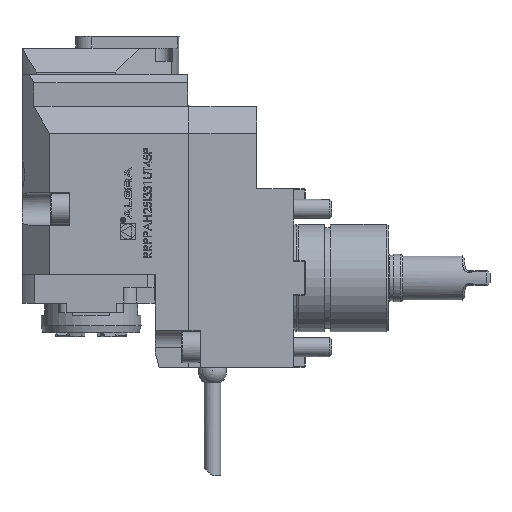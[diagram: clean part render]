
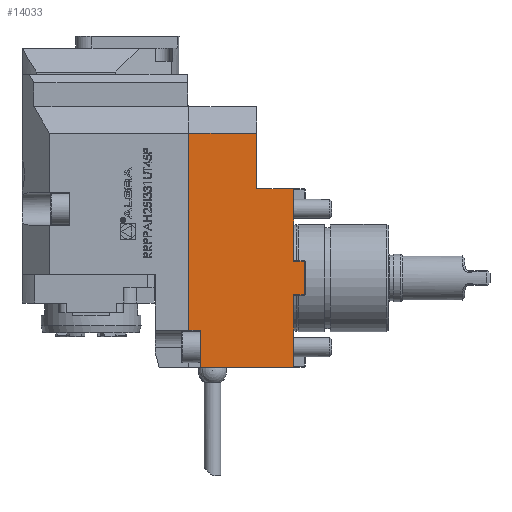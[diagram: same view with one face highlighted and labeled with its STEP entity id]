
A CAD part, left-side view. The second image highlights one B-rep face of the part: STEP entity #14033.
In plain terms, the highlighted planar face has unit normal (-1, 0, 0).
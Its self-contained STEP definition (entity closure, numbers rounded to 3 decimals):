
#585 = EDGE_CURVE ( 'NONE', #1311, #34276, #23364, .T. ) ;
#780 = EDGE_CURVE ( 'NONE', #1311, #7603, #11200, .T. ) ;
#931 = ORIENTED_EDGE ( 'NONE', *, *, #1290, .T. ) ;
#1290 = EDGE_CURVE ( 'NONE', #31791, #13440, #15802, .T. ) ;
#1311 = VERTEX_POINT ( 'NONE', #17395 ) ;
#1511 = VERTEX_POINT ( 'NONE', #32156 ) ;
#1526 = DIRECTION ( 'NONE',  ( 0., 0., -1. ) ) ;
#1622 = LINE ( 'NONE', #12636, #17460 ) ;
#1979 = VECTOR ( 'NONE', #31304, 1000. ) ;
#1986 = DIRECTION ( 'NONE',  ( 0., 1., 0. ) ) ;
#2135 = LINE ( 'NONE', #12627, #35653 ) ;
#2220 = CARTESIAN_POINT ( 'NONE',  ( -37.5, -5., -37.5 ) ) ;
#2365 = VECTOR ( 'NONE', #21058, 1000. ) ;
#2404 = ORIENTED_EDGE ( 'NONE', *, *, #22298, .T. ) ;
#2589 = CARTESIAN_POINT ( 'NONE',  ( -37.5, -44., 72. ) ) ;
#3037 = ORIENTED_EDGE ( 'NONE', *, *, #12865, .T. ) ;
#3232 = CARTESIAN_POINT ( 'NONE',  ( -37.5, 285.671, -37.5 ) ) ;
#4214 = CARTESIAN_POINT ( 'NONE',  ( -37.5, -42., -7. ) ) ;
#4581 = VERTEX_POINT ( 'NONE', #8486 ) ;
#4691 = AXIS2_PLACEMENT_3D ( 'NONE', #19558, #22651, #25518 ) ;
#6193 = CARTESIAN_POINT ( 'NONE',  ( -37.5, -44., 7. ) ) ;
#6404 = ORIENTED_EDGE ( 'NONE', *, *, #11980, .F. ) ;
#6905 = DIRECTION ( 'NONE',  ( 0., -1., 0. ) ) ;
#7603 = VERTEX_POINT ( 'NONE', #28711 ) ;
#8115 = VECTOR ( 'NONE', #1986, 1000. ) ;
#8366 = CARTESIAN_POINT ( 'NONE',  ( -37.5, -28.5, 60.742 ) ) ;
#8405 = EDGE_LOOP ( 'NONE', ( #25341, #26498, #14295, #8624, #35496, #3037, #931, #6404, #31082, #13192, #9246, #2404 ) ) ;
#8486 = CARTESIAN_POINT ( 'NONE',  ( -37.5, 0., -22. ) ) ;
#8624 = ORIENTED_EDGE ( 'NONE', *, *, #780, .F. ) ;
#8864 = FACE_OUTER_BOUND ( 'NONE', #8405, .T. ) ;
#9185 = DIRECTION ( 'NONE',  ( 0., 0., -1. ) ) ;
#9246 = ORIENTED_EDGE ( 'NONE', *, *, #14976, .F. ) ;
#9534 = LINE ( 'NONE', #3232, #1979 ) ;
#9717 = DIRECTION ( 'NONE',  ( 0., 0., 1. ) ) ;
#10301 = EDGE_CURVE ( 'NONE', #18871, #25040, #2135, .T. ) ;
#11086 = DIRECTION ( 'NONE',  ( 0., 0., -1. ) ) ;
#11200 = LINE ( 'NONE', #34081, #19693 ) ;
#11980 = EDGE_CURVE ( 'NONE', #25040, #13440, #24485, .T. ) ;
#12072 = VERTEX_POINT ( 'NONE', #23557 ) ;
#12627 = CARTESIAN_POINT ( 'NONE',  ( -37.5, 285.671, 37.5 ) ) ;
#12636 = CARTESIAN_POINT ( 'NONE',  ( -37.5, 0., 60.742 ) ) ;
#12865 = EDGE_CURVE ( 'NONE', #34276, #31791, #33787, .T. ) ;
#13162 = VERTEX_POINT ( 'NONE', #2220 ) ;
#13192 = ORIENTED_EDGE ( 'NONE', *, *, #27068, .T. ) ;
#13440 = VERTEX_POINT ( 'NONE', #6193 ) ;
#14033 = ADVANCED_FACE ( 'Defeature completata1_465', ( #8864 ), #30619, .T. ) ;
#14295 = ORIENTED_EDGE ( 'NONE', *, *, #33354, .T. ) ;
#14704 = DIRECTION ( 'NONE',  ( 0., 0., 1. ) ) ;
#14767 = CARTESIAN_POINT ( 'NONE',  ( -37.5, -44., 37.5 ) ) ;
#14779 = LINE ( 'NONE', #33688, #26978 ) ;
#14926 = VECTOR ( 'NONE', #11086, 1000. ) ;
#14928 = LINE ( 'NONE', #26318, #15359 ) ;
#14976 = EDGE_CURVE ( 'NONE', #1511, #29509, #1622, .T. ) ;
#15235 = EDGE_CURVE ( 'NONE', #13162, #12072, #24015, .T. ) ;
#15359 = VECTOR ( 'NONE', #1526, 1000. ) ;
#15743 = LINE ( 'NONE', #26763, #8115 ) ;
#15802 = LINE ( 'NONE', #26822, #2365 ) ;
#17395 = CARTESIAN_POINT ( 'NONE',  ( -37.5, -44., -7. ) ) ;
#17460 = VECTOR ( 'NONE', #23883, 1000. ) ;
#18871 = VERTEX_POINT ( 'NONE', #27837 ) ;
#19558 = CARTESIAN_POINT ( 'NONE',  ( -37.5, 285.671, 72. ) ) ;
#19693 = VECTOR ( 'NONE', #9185, 1000. ) ;
#20520 = CARTESIAN_POINT ( 'NONE',  ( -37.5, -48.5, -7. ) ) ;
#21058 = DIRECTION ( 'NONE',  ( 0., 1., 0. ) ) ;
#21701 = DIRECTION ( 'NONE',  ( 0., -1., 0. ) ) ;
#22298 = EDGE_CURVE ( 'NONE', #1511, #4581, #14928, .T. ) ;
#22651 = DIRECTION ( 'NONE',  ( -1., 0., 0. ) ) ;
#23364 = LINE ( 'NONE', #4214, #25418 ) ;
#23557 = CARTESIAN_POINT ( 'NONE',  ( -37.5, -5., -22. ) ) ;
#23883 = DIRECTION ( 'NONE',  ( 0., -1., 0. ) ) ;
#24015 = LINE ( 'NONE', #24860, #35460 ) ;
#24485 = LINE ( 'NONE', #2589, #14926 ) ;
#24860 = CARTESIAN_POINT ( 'NONE',  ( -37.5, -5., -22. ) ) ;
#25040 = VERTEX_POINT ( 'NONE', #14767 ) ;
#25341 = ORIENTED_EDGE ( 'NONE', *, *, #31355, .F. ) ;
#25418 = VECTOR ( 'NONE', #6905, 1000. ) ;
#25518 = DIRECTION ( 'NONE',  ( 0., 0., -1. ) ) ;
#26318 = CARTESIAN_POINT ( 'NONE',  ( -37.5, 0., 72. ) ) ;
#26498 = ORIENTED_EDGE ( 'NONE', *, *, #15235, .F. ) ;
#26763 = CARTESIAN_POINT ( 'NONE',  ( -37.5, -5., -22. ) ) ;
#26822 = CARTESIAN_POINT ( 'NONE',  ( -37.5, -42., 7. ) ) ;
#26978 = VECTOR ( 'NONE', #33867, 1000. ) ;
#27068 = EDGE_CURVE ( 'NONE', #18871, #29509, #14779, .T. ) ;
#27837 = CARTESIAN_POINT ( 'NONE',  ( -37.5, -28.5, 37.5 ) ) ;
#28711 = CARTESIAN_POINT ( 'NONE',  ( -37.5, -44., -37.5 ) ) ;
#29509 = VERTEX_POINT ( 'NONE', #8366 ) ;
#30619 = PLANE ( 'NONE',  #4691 ) ;
#30651 = CARTESIAN_POINT ( 'NONE',  ( -37.5, -48.5, 0. ) ) ;
#30661 = VECTOR ( 'NONE', #14704, 1000. ) ;
#31082 = ORIENTED_EDGE ( 'NONE', *, *, #10301, .F. ) ;
#31304 = DIRECTION ( 'NONE',  ( 0., -1., 0. ) ) ;
#31355 = EDGE_CURVE ( 'NONE', #12072, #4581, #15743, .T. ) ;
#31791 = VERTEX_POINT ( 'NONE', #32159 ) ;
#32156 = CARTESIAN_POINT ( 'NONE',  ( -37.5, 0., 60.742 ) ) ;
#32159 = CARTESIAN_POINT ( 'NONE',  ( -37.5, -48.5, 7. ) ) ;
#33354 = EDGE_CURVE ( 'NONE', #13162, #7603, #9534, .T. ) ;
#33688 = CARTESIAN_POINT ( 'NONE',  ( -37.5, -28.5, 72. ) ) ;
#33787 = LINE ( 'NONE', #30651, #30661 ) ;
#33867 = DIRECTION ( 'NONE',  ( 0., 0., 1. ) ) ;
#34081 = CARTESIAN_POINT ( 'NONE',  ( -37.5, -44., 72. ) ) ;
#34276 = VERTEX_POINT ( 'NONE', #20520 ) ;
#35460 = VECTOR ( 'NONE', #9717, 1000. ) ;
#35496 = ORIENTED_EDGE ( 'NONE', *, *, #585, .T. ) ;
#35653 = VECTOR ( 'NONE', #21701, 1000. ) ;
